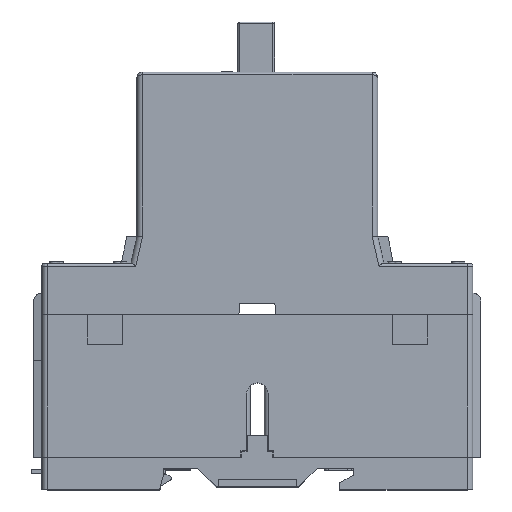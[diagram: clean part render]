
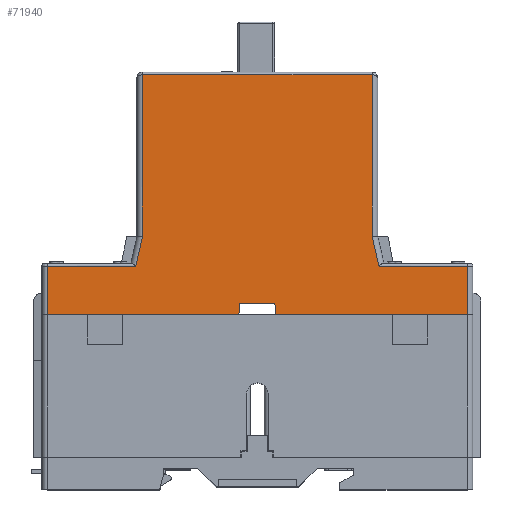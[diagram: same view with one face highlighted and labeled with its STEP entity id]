
A CAD part, top view. The second image highlights one B-rep face of the part: STEP entity #71940.
In plain terms, the highlighted planar face has unit normal (0, 0, 1).
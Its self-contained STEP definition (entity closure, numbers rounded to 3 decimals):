
#56297=DIRECTION('',(-1.,0.,0.));
#56298=VECTOR('',#56297,33.316);
#56299=CARTESIAN_POINT('',(-3.434,0.,22.15));
#56300=LINE('',#56299,#56298);
#56301=DIRECTION('',(0.,1.,0.));
#56302=VECTOR('',#56301,0.25);
#56303=CARTESIAN_POINT('',(-38.75,-0.25,22.15));
#56304=LINE('',#56303,#56302);
#56305=DIRECTION('',(-1.,0.,0.));
#56306=VECTOR('',#56305,0.25);
#56307=CARTESIAN_POINT('',(-38.75,0.,22.15));
#56308=LINE('',#56307,#56306);
#56309=DIRECTION('',(0.224,0.975,0.));
#56310=VECTOR('',#56309,5.527);
#56311=CARTESIAN_POINT('',(-22.589,9.,22.15));
#56312=LINE('',#56311,#56310);
#56313=DIRECTION('',(0.224,-0.975,0.));
#56314=VECTOR('',#56313,5.527);
#56315=CARTESIAN_POINT('',(21.35,14.386,22.15));
#56316=LINE('',#56315,#56314);
#56317=DIRECTION('',(-1.,0.,0.));
#56318=VECTOR('',#56317,0.25);
#56319=CARTESIAN_POINT('',(39.,0.,22.15));
#56320=LINE('',#56319,#56318);
#56321=DIRECTION('',(0.,1.,0.));
#56322=VECTOR('',#56321,0.25);
#56323=CARTESIAN_POINT('',(36.75,-0.25,22.15));
#56324=LINE('',#56323,#56322);
#56325=DIRECTION('',(-1.,0.,0.));
#56326=VECTOR('',#56325,33.316);
#56327=CARTESIAN_POINT('',(36.75,0.,22.15));
#56328=LINE('',#56327,#56326);
#56329=DIRECTION('',(-0.087,0.996,0.));
#56330=VECTOR('',#56329,2.108);
#56331=CARTESIAN_POINT('',(3.434,0.,22.15));
#56332=LINE('',#56331,#56330);
#56333=DIRECTION('',(-0.087,-0.996,0.));
#56334=VECTOR('',#56333,2.108);
#56335=CARTESIAN_POINT('',(-3.25,2.1,22.15));
#56336=LINE('',#56335,#56334);
#56349=DIRECTION('',(0.,1.,0.));
#56350=VECTOR('',#56349,0.25);
#56351=CARTESIAN_POINT('',(-36.75,-0.25,22.15));
#56352=LINE('',#56351,#56350);
#56357=DIRECTION('',(1.,0.,0.));
#56358=VECTOR('',#56357,2.);
#56359=CARTESIAN_POINT('',(-38.75,-0.25,22.15));
#56360=LINE('',#56359,#56358);
#57281=DIRECTION('',(-1.,0.,0.));
#57282=VECTOR('',#57281,42.7);
#57283=CARTESIAN_POINT('',(21.35,44.5,22.15));
#57284=LINE('',#57283,#57282);
#57303=DIRECTION('',(0.,1.,0.));
#57304=VECTOR('',#57303,30.114);
#57305=CARTESIAN_POINT('',(21.35,14.386,22.15));
#57306=LINE('',#57305,#57304);
#57486=DIRECTION('',(0.,1.,0.));
#57487=VECTOR('',#57486,0.25);
#57488=CARTESIAN_POINT('',(38.75,-0.25,22.15));
#57489=LINE('',#57488,#57487);
#57490=DIRECTION('',(1.,0.,0.));
#57491=VECTOR('',#57490,2.);
#57492=CARTESIAN_POINT('',(36.75,-0.25,22.15));
#57493=LINE('',#57492,#57491);
#57518=DIRECTION('',(0.,1.,0.));
#57519=VECTOR('',#57518,9.);
#57520=CARTESIAN_POINT('',(39.,0.,22.15));
#57521=LINE('',#57520,#57519);
#57549=DIRECTION('',(-1.,0.,0.));
#57550=VECTOR('',#57549,16.411);
#57551=CARTESIAN_POINT('',(39.,9.,22.15));
#57552=LINE('',#57551,#57550);
#57827=DIRECTION('',(0.,-1.,0.));
#57828=VECTOR('',#57827,30.114);
#57829=CARTESIAN_POINT('',(-21.35,44.5,
22.15));
#57830=LINE('',#57829,#57828);
#57856=DIRECTION('',(-1.,0.,0.));
#57857=VECTOR('',#57856,16.411);
#57858=CARTESIAN_POINT('',(-22.589,9.,22.15));
#57859=LINE('',#57858,#57857);
#57879=DIRECTION('',(0.,-1.,0.));
#57880=VECTOR('',#57879,9.);
#57881=CARTESIAN_POINT('',(-39.,9.,22.15));
#57882=LINE('',#57881,#57880);
#63314=DIRECTION('',(1.,0.,0.));
#63315=VECTOR('',#63314,6.5);
#63316=CARTESIAN_POINT('',(-3.25,2.1,22.15));
#63317=LINE('',#63316,#63315);
#66512=CARTESIAN_POINT('',(38.75,0.,22.15));
#66514=VERTEX_POINT('',#66512);
#66515=CARTESIAN_POINT('',(39.,0.,22.15));
#66516=VERTEX_POINT('',#66515);
#66524=CARTESIAN_POINT('',(-38.75,0.,22.15));
#66526=VERTEX_POINT('',#66524);
#66533=CARTESIAN_POINT('',(-39.,0.,22.15));
#66534=VERTEX_POINT('',#66533);
#66536=CARTESIAN_POINT('',(-36.75,0.,22.15));
#66538=VERTEX_POINT('',#66536);
#66539=CARTESIAN_POINT('',(-3.434,0.,22.15));
#66540=VERTEX_POINT('',#66539);
#66573=CARTESIAN_POINT('',(3.434,0.,22.15));
#66574=VERTEX_POINT('',#66573);
#66575=CARTESIAN_POINT('',(36.75,0.,22.15));
#66576=VERTEX_POINT('',#66575);
#66587=CARTESIAN_POINT('',(36.75,-0.25,22.15));
#66588=CARTESIAN_POINT('',(38.75,-0.25,22.15));
#66589=VERTEX_POINT('',#66587);
#66590=VERTEX_POINT('',#66588);
#66596=CARTESIAN_POINT('',(-38.75,-0.25,22.15));
#66598=VERTEX_POINT('',#66596);
#66599=CARTESIAN_POINT('',(-36.75,-0.25,22.15));
#66600=VERTEX_POINT('',#66599);
#66723=CARTESIAN_POINT('',(3.25,2.1,22.15));
#66724=VERTEX_POINT('',#66723);
#66727=CARTESIAN_POINT('',(-3.25,2.1,22.15));
#66728=VERTEX_POINT('',#66727);
#66731=CARTESIAN_POINT('',(-39.,9.,22.15));
#66732=VERTEX_POINT('',#66731);
#66733=CARTESIAN_POINT('',(-22.589,9.,22.15));
#66734=VERTEX_POINT('',#66733);
#66735=CARTESIAN_POINT('',(-21.35,14.386,22.15));
#66736=VERTEX_POINT('',#66735);
#66737=CARTESIAN_POINT('',(-21.35,44.5,
22.15));
#66738=VERTEX_POINT('',#66737);
#66739=CARTESIAN_POINT('',(21.35,44.5,22.15));
#66740=VERTEX_POINT('',#66739);
#66741=CARTESIAN_POINT('',(21.35,14.386,22.15));
#66742=VERTEX_POINT('',#66741);
#66743=CARTESIAN_POINT('',(22.589,9.,22.15));
#66744=VERTEX_POINT('',#66743);
#66745=CARTESIAN_POINT('',(39.,9.,22.15));
#66746=VERTEX_POINT('',#66745);
#71891=CARTESIAN_POINT('',(0.,0.,22.15));
#71892=DIRECTION('',(0.,0.,1.));
#71893=DIRECTION('',(1.,0.,0.));
#71894=AXIS2_PLACEMENT_3D('',#71891,#71892,#71893);
#71895=PLANE('',#71894);
#71897=ORIENTED_EDGE('',*,*,#71896,.T.);
#71899=ORIENTED_EDGE('',*,*,#71898,.F.);
#71901=ORIENTED_EDGE('',*,*,#71900,.F.);
#71903=ORIENTED_EDGE('',*,*,#71902,.T.);
#71905=ORIENTED_EDGE('',*,*,#71904,.T.);
#71907=ORIENTED_EDGE('',*,*,#71906,.F.);
#71909=ORIENTED_EDGE('',*,*,#71908,.F.);
#71911=ORIENTED_EDGE('',*,*,#71910,.T.);
#71913=ORIENTED_EDGE('',*,*,#71912,.F.);
#71915=ORIENTED_EDGE('',*,*,#71914,.F.);
#71917=ORIENTED_EDGE('',*,*,#71916,.F.);
#71919=ORIENTED_EDGE('',*,*,#71918,.T.);
#71921=ORIENTED_EDGE('',*,*,#71920,.F.);
#71923=ORIENTED_EDGE('',*,*,#71922,.F.);
#71925=ORIENTED_EDGE('',*,*,#71924,.T.);
#71927=ORIENTED_EDGE('',*,*,#71926,.F.);
#71929=ORIENTED_EDGE('',*,*,#71928,.F.);
#71931=ORIENTED_EDGE('',*,*,#71930,.T.);
#71932=ORIENTED_EDGE('',*,*,#71866,.T.);
#71933=ORIENTED_EDGE('',*,*,#71882,.T.);
#71935=ORIENTED_EDGE('',*,*,#71934,.F.);
#71937=ORIENTED_EDGE('',*,*,#71936,.T.);
#71938=EDGE_LOOP('',(#71897,#71899,#71901,#71903,#71905,#71907,#71909,#71911,
#71913,#71915,#71917,#71919,#71921,#71923,#71925,#71927,#71929,#71931,#71932,
#71933,#71935,#71937));
#71939=FACE_OUTER_BOUND('',#71938,.F.);
#71940=ADVANCED_FACE('',(#71939),#71895,.T.);
#71866=EDGE_CURVE('',#66576,#66574,#56328,.T.);
#71882=EDGE_CURVE('',#66574,#66724,#56332,.T.);
#71896=EDGE_CURVE('',#66540,#66538,#56300,.T.);
#71898=EDGE_CURVE('',#66600,#66538,#56352,.T.);
#71900=EDGE_CURVE('',#66598,#66600,#56360,.T.);
#71902=EDGE_CURVE('',#66598,#66526,#56304,.T.);
#71904=EDGE_CURVE('',#66526,#66534,#56308,.T.);
#71906=EDGE_CURVE('',#66732,#66534,#57882,.T.);
#71908=EDGE_CURVE('',#66734,#66732,#57859,.T.);
#71910=EDGE_CURVE('',#66734,#66736,#56312,.T.);
#71912=EDGE_CURVE('',#66738,#66736,#57830,.T.);
#71914=EDGE_CURVE('',#66740,#66738,#57284,.T.);
#71916=EDGE_CURVE('',#66742,#66740,#57306,.T.);
#71918=EDGE_CURVE('',#66742,#66744,#56316,.T.);
#71920=EDGE_CURVE('',#66746,#66744,#57552,.T.);
#71922=EDGE_CURVE('',#66516,#66746,#57521,.T.);
#71924=EDGE_CURVE('',#66516,#66514,#56320,.T.);
#71926=EDGE_CURVE('',#66590,#66514,#57489,.T.);
#71928=EDGE_CURVE('',#66589,#66590,#57493,.T.);
#71930=EDGE_CURVE('',#66589,#66576,#56324,.T.);
#71934=EDGE_CURVE('',#66728,#66724,#63317,.T.);
#71936=EDGE_CURVE('',#66728,#66540,#56336,.T.);
